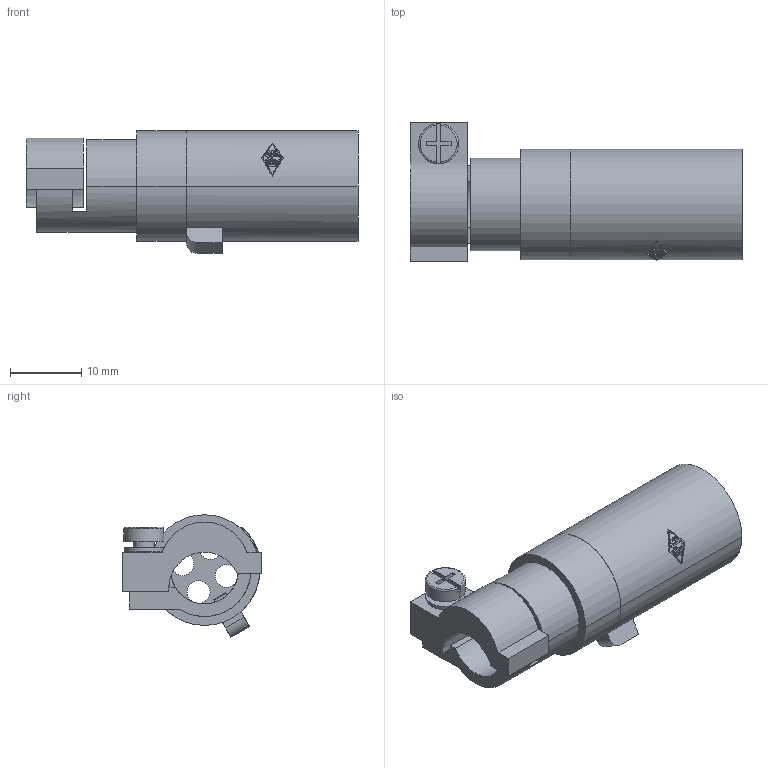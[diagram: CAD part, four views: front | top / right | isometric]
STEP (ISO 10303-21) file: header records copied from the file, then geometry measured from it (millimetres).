
FILE_DESCRIPTION(('Creo Elements/Direct Modeling STEP Export'),'2;1');
FILE_NAME('0ln7tug4dtldcmm1304','2017-11-27T10:53:38',(''),(''),'PTC Creo Elements/Direct Modeling STEP processor for AP214 (Solid Model)','PTC Creo Elements/Direct Modeling 19.0E 27-Jun-2016 (C) Parametric Technology GmbH','');
FILE_SCHEMA(('AUTOMOTIVE_DESIGN { 1 0 10303 214 1 1 1 1 }'));
Length unit declared in the file: millimetre
Products named in the file (1): CX_04_BM
Bounding box: 46.5 x 19.5 x 17.16 mm (x, y, z)
Volume: 4568.9 mm3; surface area: 4788.3 mm2
Topology: 1 solids, 1 shells, 248 faces, 688 edges, 458 vertices
Faces by surface type: plane 182, cylinder 62, cone 2, torus 2
Entity records: 9636 total; most frequent: CARTESIAN_POINT 3387, ORIENTED_EDGE 1376, DIRECTION 1176, EDGE_CURVE 688, VECTOR 502, LINE 502, VERTEX_POINT 458, AXIS2_PLACEMENT_3D 337
